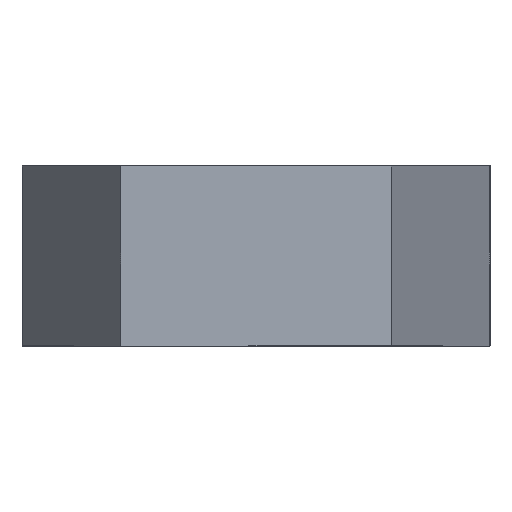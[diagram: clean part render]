
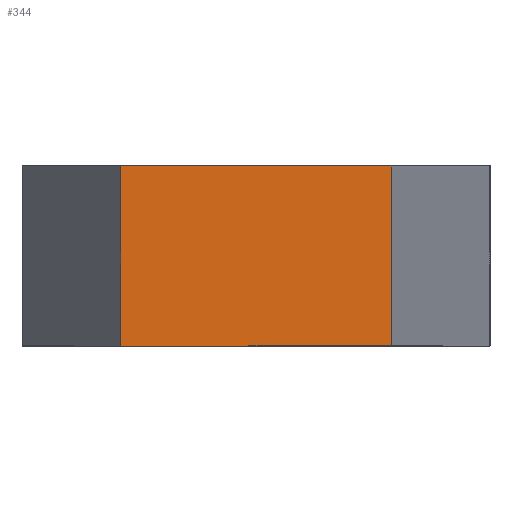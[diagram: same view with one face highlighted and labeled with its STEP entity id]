
A CAD part, left-side view. The second image highlights one B-rep face of the part: STEP entity #344.
In plain terms, the highlighted planar face has unit normal (-1, 0, 0).
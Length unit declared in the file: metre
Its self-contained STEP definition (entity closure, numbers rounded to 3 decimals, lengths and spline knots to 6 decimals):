
#47=ORIENTED_EDGE('',*,*,#133,.T.);
#48=ORIENTED_EDGE('',*,*,#134,.T.);
#49=ORIENTED_EDGE('',*,*,#127,.F.);
#50=ORIENTED_EDGE('',*,*,#135,.F.);
#127=EDGE_CURVE('',#171,#172,#203,.T.);
#133=EDGE_CURVE('',#175,#176,#209,.T.);
#134=EDGE_CURVE('',#176,#172,#210,.T.);
#135=EDGE_CURVE('',#175,#171,#211,.T.);
#171=VERTEX_POINT('',#523);
#172=VERTEX_POINT('',#525);
#175=VERTEX_POINT('',#536);
#176=VERTEX_POINT('',#537);
#203=LINE('',#524,#237);
#209=LINE('',#535,#243);
#210=LINE('',#538,#244);
#211=LINE('',#539,#245);
#237=VECTOR('',#420,1.);
#243=VECTOR('',#430,1.);
#244=VECTOR('',#431,1.);
#245=VECTOR('',#432,1.);
#262=EDGE_LOOP('',(#47,#48,#49,#50));
#296=FACE_BOUND('',#262,.T.);
#330=PLANE('',#376);
#344=ADVANCED_FACE('',(#296),#330,.F.);
#376=AXIS2_PLACEMENT_3D('',#534,#428,#429);
#420=DIRECTION('',(0.,-1.,0.));
#428=DIRECTION('',(1.,0.,0.));
#429=DIRECTION('',(0.,0.,-1.));
#430=DIRECTION('',(0.,-1.,0.));
#431=DIRECTION('',(0.,0.,1.));
#432=DIRECTION('',(0.,0.,1.));
#523=CARTESIAN_POINT('',(-0.0127,0.000954,0.00127));
#524=CARTESIAN_POINT('',(-0.0127,0.,0.00127));
#525=CARTESIAN_POINT('',(-0.0127,-0.000954,0.00127));
#534=CARTESIAN_POINT('',(-0.0127,0.,0.00127));
#535=CARTESIAN_POINT('',(-0.0127,0.,0.));
#536=CARTESIAN_POINT('',(-0.0127,0.000954,0.));
#537=CARTESIAN_POINT('',(-0.0127,-0.000954,0.));
#538=CARTESIAN_POINT('',(-0.0127,-0.000954,-0.02413));
#539=CARTESIAN_POINT('',(-0.0127,0.000954,-0.02413));
